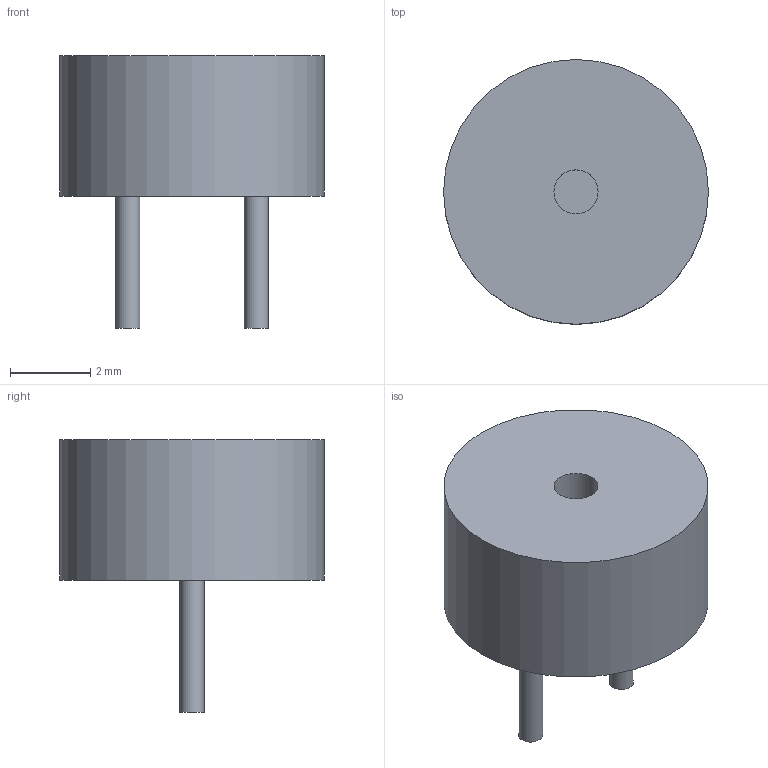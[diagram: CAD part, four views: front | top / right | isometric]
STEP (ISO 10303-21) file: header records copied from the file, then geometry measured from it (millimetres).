
FILE_DESCRIPTION(/* description */ ('Alibre Inc.'),/* implementation_level */ '2;1');
FILE_NAME(/* name */ 'export0',/* time_stamp */ '2018-04-20T08:20:46-05:00',/* author */ (''),/* organization */ (''),/* preprocessor_version */ 'ST-DEVELOPER v14',/* originating_system */ 'Alibre',/* authorisation */ '');
FILE_SCHEMA (('AUTOMOTIVE_DESIGN'));
Length unit declared in the file: centimetre
Bounding box: 6.6 x 6.6 x 6.8 mm (x, y, z)
Volume: 107.7 mm3; surface area: 171 mm2
Topology: 1 solids, 1 shells, 11 faces, 15 edges, 10 vertices
Faces by surface type: plane 6, cylinder 5
Full cylindrical faces by diameter (mm): 0.6 x2, 1.1 x1, 5.6 x1, 6.6 x1
Entity records: 223 total; most frequent: DIRECTION 36, CARTESIAN_POINT 31, AXIS2_PLACEMENT_3D 21, ORIENTED_EDGE 20, EDGE_LOOP 20, FACE_BOUND 20, ADVANCED_FACE 11, VERTEX_POINT 10
